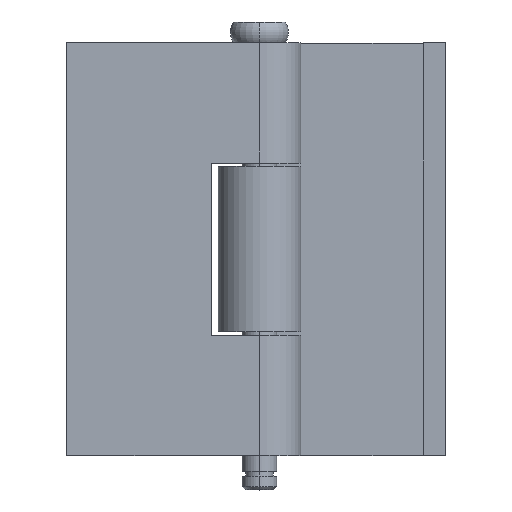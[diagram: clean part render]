
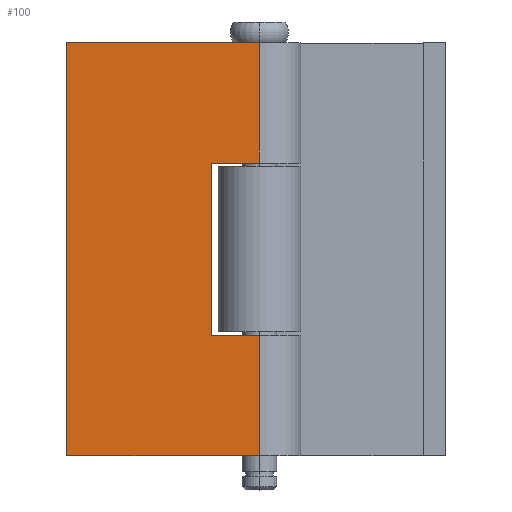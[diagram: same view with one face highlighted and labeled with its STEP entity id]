
A CAD part, top view. The second image highlights one B-rep face of the part: STEP entity #100.
In plain terms, the highlighted planar face has unit normal (0, 0, 1).
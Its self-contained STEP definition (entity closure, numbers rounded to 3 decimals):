
#42 = EDGE_CURVE ( 'NONE', #64, #53, #482, .T. ) ;
#53 = VERTEX_POINT ( 'NONE', #522 ) ;
#64 = VERTEX_POINT ( 'NONE', #500 ) ;
#66 = EDGE_CURVE ( 'NONE', #64, #71, #499, .T. ) ;
#71 = VERTEX_POINT ( 'NONE', #553 ) ;
#73 = EDGE_CURVE ( 'NONE', #71, #74, #552, .T. ) ;
#74 = VERTEX_POINT ( 'NONE', #548 ) ;
#85 = ORIENTED_EDGE ( 'NONE', *, *, #86, .F. ) ;
#86 = EDGE_CURVE ( 'NONE', #74, #110, #590, .T. ) ;
#87 = ORIENTED_EDGE ( 'NONE', *, *, #73, .F. ) ;
#88 = ORIENTED_EDGE ( 'NONE', *, *, #66, .F. ) ;
#89 = ORIENTED_EDGE ( 'NONE', *, *, #42, .T. ) ;
#90 = ORIENTED_EDGE ( 'NONE', *, *, #115, .T. ) ;
#100 = ADVANCED_FACE ( 'NONE', ( #571 ), #570, .F. ) ;
#101 = EDGE_LOOP ( 'NONE', ( #102, #105, #108, #85, #87, #88, #89, #90 ) ) ;
#102 = ORIENTED_EDGE ( 'NONE', *, *, #103, .F. ) ;
#103 = EDGE_CURVE ( 'NONE', #104, #113, #565, .T. ) ;
#104 = VERTEX_POINT ( 'NONE', #561 ) ;
#105 = ORIENTED_EDGE ( 'NONE', *, *, #106, .F. ) ;
#106 = EDGE_CURVE ( 'NONE', #107, #104, #560, .T. ) ;
#107 = VERTEX_POINT ( 'NONE', #621 ) ;
#108 = ORIENTED_EDGE ( 'NONE', *, *, #109, .F. ) ;
#109 = EDGE_CURVE ( 'NONE', #110, #107, #620, .T. ) ;
#110 = VERTEX_POINT ( 'NONE', #616 ) ;
#113 = VERTEX_POINT ( 'NONE', #610 ) ;
#115 = EDGE_CURVE ( 'NONE', #53, #113, #609, .T. ) ;
#479 = DIRECTION ( 'NONE',  ( 0., -1., 0. ) ) ;
#480 = VECTOR ( 'NONE', #479, 1000. ) ;
#481 = CARTESIAN_POINT ( 'NONE',  ( -28., 30., 6. ) ) ;
#482 = LINE ( 'NONE', #481, #480 ) ;
#496 = DIRECTION ( 'NONE',  ( 1., 0., 0. ) ) ;
#497 = VECTOR ( 'NONE', #496, 1000. ) ;
#498 = CARTESIAN_POINT ( 'NONE',  ( -28., 30., 6. ) ) ;
#499 = LINE ( 'NONE', #498, #497 ) ;
#500 = CARTESIAN_POINT ( 'NONE',  ( -28., 30., 6. ) ) ;
#522 = CARTESIAN_POINT ( 'NONE',  ( -28., -30., 6. ) ) ;
#548 = CARTESIAN_POINT ( 'NONE',  ( 0., 12.5, 6. ) ) ;
#549 = DIRECTION ( 'NONE',  ( 0., -1., 0. ) ) ;
#550 = VECTOR ( 'NONE', #549, 1000. ) ;
#551 = CARTESIAN_POINT ( 'NONE',  ( 0., 30., 6. ) ) ;
#552 = LINE ( 'NONE', #551, #550 ) ;
#553 = CARTESIAN_POINT ( 'NONE',  ( 0., 30., 6. ) ) ;
#558 = VECTOR ( 'NONE', #622, 1000. ) ;
#559 = CARTESIAN_POINT ( 'NONE',  ( 6., -12.5, 6. ) ) ;
#560 = LINE ( 'NONE', #559, #558 ) ;
#561 = CARTESIAN_POINT ( 'NONE',  ( 0., -12.5, 6. ) ) ;
#562 = DIRECTION ( 'NONE',  ( 0., -1., 0. ) ) ;
#563 = VECTOR ( 'NONE', #562, 1000. ) ;
#564 = CARTESIAN_POINT ( 'NONE',  ( 0., 30., 6. ) ) ;
#565 = LINE ( 'NONE', #564, #563 ) ;
#566 = DIRECTION ( 'NONE',  ( -1., 0., 0. ) ) ;
#567 = DIRECTION ( 'NONE',  ( 0., 0., -1. ) ) ;
#568 = CARTESIAN_POINT ( 'NONE',  ( -28., 30., 6. ) ) ;
#569 = AXIS2_PLACEMENT_3D ( 'NONE', #568, #567, #566 ) ;
#570 = PLANE ( 'NONE',  #569 ) ;
#571 = FACE_OUTER_BOUND ( 'NONE', #101, .T. ) ;
#587 = DIRECTION ( 'NONE',  ( -1., 0., 0. ) ) ;
#588 = VECTOR ( 'NONE', #587, 1000. ) ;
#589 = CARTESIAN_POINT ( 'NONE',  ( 6., 12.5, 6. ) ) ;
#590 = LINE ( 'NONE', #589, #588 ) ;
#606 = DIRECTION ( 'NONE',  ( 1., 0., 0. ) ) ;
#607 = VECTOR ( 'NONE', #606, 1000. ) ;
#608 = CARTESIAN_POINT ( 'NONE',  ( -28., -30., 6. ) ) ;
#609 = LINE ( 'NONE', #608, #607 ) ;
#610 = CARTESIAN_POINT ( 'NONE',  ( 0., -30., 6. ) ) ;
#616 = CARTESIAN_POINT ( 'NONE',  ( -7., 12.5, 6. ) ) ;
#617 = DIRECTION ( 'NONE',  ( 0., -1., 0. ) ) ;
#618 = VECTOR ( 'NONE', #617, 1000. ) ;
#619 = CARTESIAN_POINT ( 'NONE',  ( -7., 12.5, 6. ) ) ;
#620 = LINE ( 'NONE', #619, #618 ) ;
#621 = CARTESIAN_POINT ( 'NONE',  ( -7., -12.5, 6. ) ) ;
#622 = DIRECTION ( 'NONE',  ( 1., 0., 0. ) ) ;
